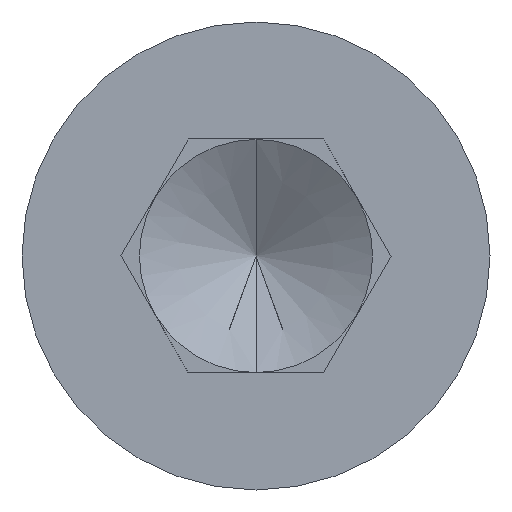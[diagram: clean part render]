
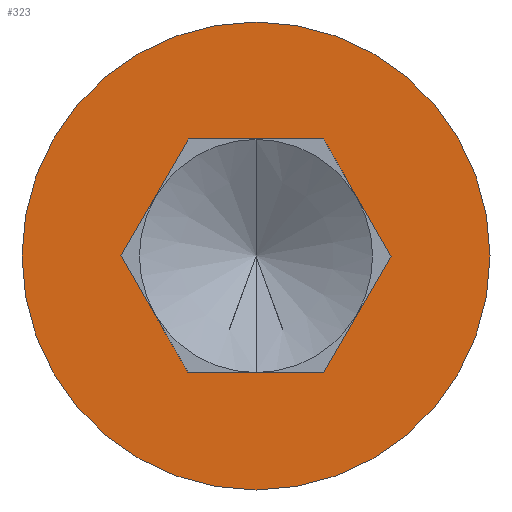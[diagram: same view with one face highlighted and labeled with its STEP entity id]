
A CAD part, left-side view. The second image highlights one B-rep face of the part: STEP entity #323.
In plain terms, the highlighted planar face has unit normal (-1, 0, 0).
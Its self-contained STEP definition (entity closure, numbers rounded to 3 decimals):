
#59=PLANE('',#350);
#79=CIRCLE('',#346,5.);
#80=CIRCLE('',#348,5.);
#95=VERTEX_POINT('',#392);
#97=VERTEX_POINT('',#396);
#98=VERTEX_POINT('',#403);
#99=VERTEX_POINT('',#404);
#100=VERTEX_POINT('',#406);
#101=VERTEX_POINT('',#408);
#102=VERTEX_POINT('',#410);
#103=VERTEX_POINT('',#412);
#118=VECTOR('',#484,1.);
#119=VECTOR('',#485,1.);
#120=VECTOR('',#486,1.);
#121=VECTOR('',#487,1.);
#122=VECTOR('',#488,1.);
#123=VECTOR('',#489,1.);
#144=LINE('',#402,#118);
#145=LINE('',#405,#119);
#146=LINE('',#407,#120);
#147=LINE('',#409,#121);
#148=LINE('',#411,#122);
#149=LINE('',#413,#123);
#176=EDGE_CURVE('',#97,#95,#79,.T.);
#177=EDGE_CURVE('',#95,#97,#80,.T.);
#179=EDGE_CURVE('',#98,#99,#144,.T.);
#180=EDGE_CURVE('',#99,#100,#145,.T.);
#181=EDGE_CURVE('',#100,#101,#146,.T.);
#182=EDGE_CURVE('',#101,#102,#147,.T.);
#183=EDGE_CURVE('',#102,#103,#148,.T.);
#184=EDGE_CURVE('',#103,#98,#149,.T.);
#219=ORIENTED_EDGE('',*,*,#177,.F.);
#220=ORIENTED_EDGE('',*,*,#176,.F.);
#221=ORIENTED_EDGE('',*,*,#179,.T.);
#222=ORIENTED_EDGE('',*,*,#180,.T.);
#223=ORIENTED_EDGE('',*,*,#181,.T.);
#224=ORIENTED_EDGE('',*,*,#182,.T.);
#225=ORIENTED_EDGE('',*,*,#183,.T.);
#226=ORIENTED_EDGE('',*,*,#184,.T.);
#281=EDGE_LOOP('',(#219,#220));
#282=EDGE_LOOP('',(#221,#222,#223,#224,#225,#226));
#302=FACE_BOUND('',#281,.T.);
#303=FACE_BOUND('',#282,.T.);
#323=ADVANCED_FACE('',(#302,#303),#59,.F.);
#346=AXIS2_PLACEMENT_3D('',#397,#475,#476);
#348=AXIS2_PLACEMENT_3D('',#399,#479,#480);
#350=AXIS2_PLACEMENT_3D('',#401,#483,$);
#392=CARTESIAN_POINT('',(-6.,0.,-5.));
#396=CARTESIAN_POINT('',(-6.,0.,5.));
#397=CARTESIAN_POINT('',(-6.,0.,0.));
#399=CARTESIAN_POINT('',(-6.,0.,0.));
#401=CARTESIAN_POINT('',(-6.,0.,0.));
#402=CARTESIAN_POINT('',(-6.,1.443,2.5));
#403=CARTESIAN_POINT('',(-6.,1.443,2.5));
#404=CARTESIAN_POINT('',(-6.,-1.443,2.5));
#405=CARTESIAN_POINT('',(-6.,-1.443,2.5));
#406=CARTESIAN_POINT('',(-6.,-2.887,0.));
#407=CARTESIAN_POINT('',(-6.,-2.887,0.));
#408=CARTESIAN_POINT('',(-6.,-1.443,-2.5));
#409=CARTESIAN_POINT('',(-6.,-1.443,-2.5));
#410=CARTESIAN_POINT('',(-6.,1.443,-2.5));
#411=CARTESIAN_POINT('',(-6.,1.443,-2.5));
#412=CARTESIAN_POINT('',(-6.,2.887,0.));
#413=CARTESIAN_POINT('',(-6.,2.887,0.));
#475=DIRECTION('',(1.,0.,0.));
#476=DIRECTION('',(0.,0.,-5.));
#479=DIRECTION('',(1.,0.,0.));
#480=DIRECTION('',(0.,0.,-5.));
#483=DIRECTION('',(1.,0.,0.));
#484=DIRECTION('',(0.,-1.,0.));
#485=DIRECTION('',(0.,-0.5,-0.866));
#486=DIRECTION('',(0.,0.5,-0.866));
#487=DIRECTION('',(0.,1.,0.));
#488=DIRECTION('',(0.,0.5,0.866));
#489=DIRECTION('',(0.,-0.5,0.866));
